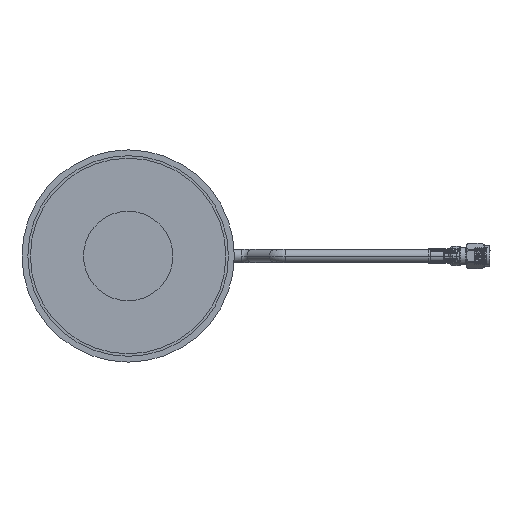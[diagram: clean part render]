
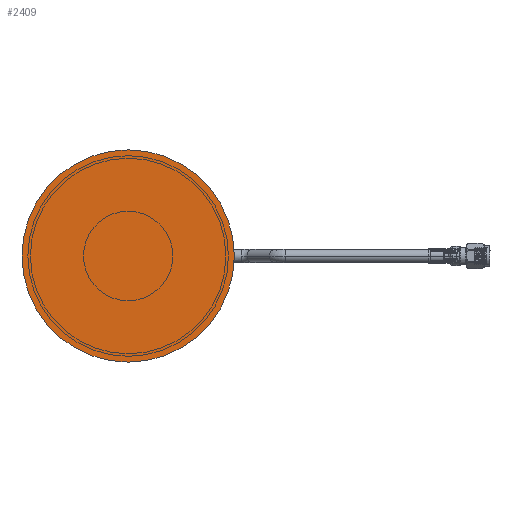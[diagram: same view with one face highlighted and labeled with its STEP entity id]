
A CAD part, front view. The second image highlights one B-rep face of the part: STEP entity #2409.
In plain terms, the highlighted planar face has unit normal (0, -1, 0).
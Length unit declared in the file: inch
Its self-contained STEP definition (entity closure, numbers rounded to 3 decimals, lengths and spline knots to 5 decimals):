
#74 = VERTEX_POINT ( 'NONE', #10116 ) ;
#903 = DIRECTION ( 'NONE',  ( 0., 1., 0. ) ) ;
#1289 = ORIENTED_EDGE ( 'NONE', *, *, #9037, .F. ) ;
#1311 = VERTEX_POINT ( 'NONE', #6403 ) ;
#1463 = DIRECTION ( 'NONE',  ( 0., 1., 0. ) ) ;
#1510 = CIRCLE ( 'NONE', #2751, 1.49606 ) ;
#2409 = ADVANCED_FACE ( 'NONE', ( #8217 ), #7270, .F. ) ;
#2572 = DIRECTION ( 'NONE',  ( 0., 0., -1. ) ) ;
#2751 = AXIS2_PLACEMENT_3D ( 'NONE', #7594, #903, #9929 ) ;
#5946 = AXIS2_PLACEMENT_3D ( 'NONE', #7501, #10235, #2572 ) ;
#6403 = CARTESIAN_POINT ( 'NONE',  ( 0., -0.00984, 1.49606 ) ) ;
#7270 = PLANE ( 'NONE',  #10676 ) ;
#7330 = EDGE_LOOP ( 'NONE', ( #9433, #1289 ) ) ;
#7383 = DIRECTION ( 'NONE',  ( 0., 0., 1. ) ) ;
#7501 = CARTESIAN_POINT ( 'NONE',  ( 0., -0.00984, 0. ) ) ;
#7594 = CARTESIAN_POINT ( 'NONE',  ( 0., -0.00984, 0. ) ) ;
#8217 = FACE_OUTER_BOUND ( 'NONE', #7330, .T. ) ;
#9037 = EDGE_CURVE ( 'NONE', #1311, #74, #1510, .T. ) ;
#9433 = ORIENTED_EDGE ( 'NONE', *, *, #9473, .F. ) ;
#9473 = EDGE_CURVE ( 'NONE', #74, #1311, #10705, .T. ) ;
#9929 = DIRECTION ( 'NONE',  ( 0., 0., -1. ) ) ;
#10000 = CARTESIAN_POINT ( 'NONE',  ( 0., -0.00984, 0. ) ) ;
#10116 = CARTESIAN_POINT ( 'NONE',  ( 0., -0.00984, -1.49606 ) ) ;
#10235 = DIRECTION ( 'NONE',  ( 0., 1., 0. ) ) ;
#10676 = AXIS2_PLACEMENT_3D ( 'NONE', #10000, #1463, #7383 ) ;
#10705 = CIRCLE ( 'NONE', #5946, 1.49606 ) ;
